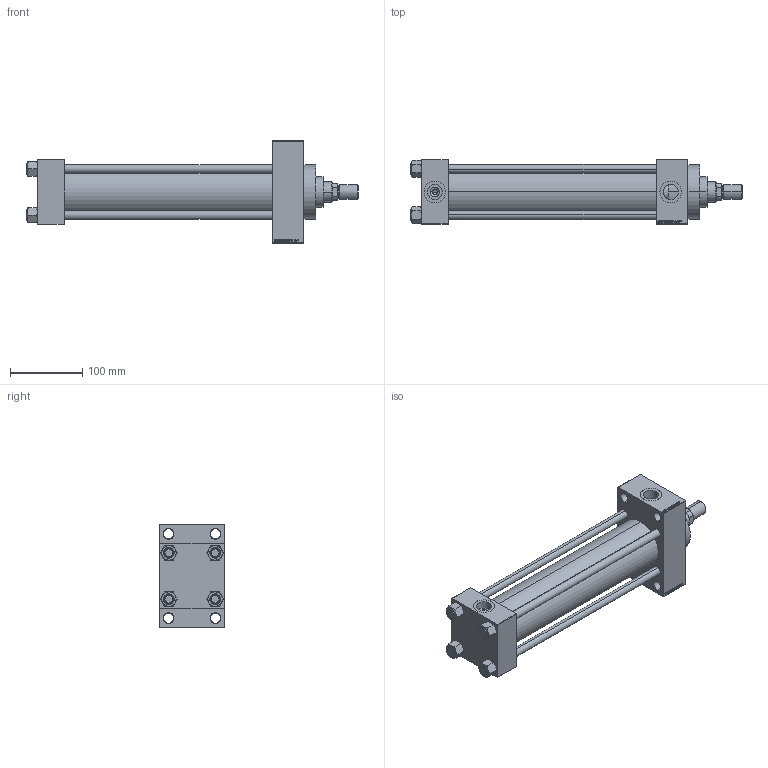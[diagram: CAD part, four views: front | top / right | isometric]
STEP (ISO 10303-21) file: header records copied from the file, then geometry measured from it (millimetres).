
FILE_DESCRIPTION (( 'STEP AP203' ), '1' );
FILE_NAME ('d101.STEP', '2022-04-15T15:13:17', ( '' ), ( '' ), 'SwSTEP 2.0', 'SolidWorks 2019', '' );
FILE_SCHEMA (( 'CONFIG_CONTROL_DESIGN' ));
Length unit declared in the file: millimetre
Products named in the file (7): V215_VC_A c7d68bb9391daf1494c8e82dec3a9a1b; V215CR_D_Body c7d68bb9391daf1494c8e82dec3a9a1b; V215CR_D_TYCINKA c7d68bb9391daf1494c8e82dec3a9a1b; d101; ROD_END_AH c7d68bb9391daf1494c8e82dec3a9a1b; V215CR_VCP_D c7d68bb9391daf1494c8e82dec3a9a1b; NUT_M5_D c7d68bb9391daf1494c8e82dec3a9a1b
Assembly tree (12 placements, depth 2):
  d101
    V215CR_D_Body c7d68bb9391daf1494c8e82dec3a9a1b
    V215CR_VCP_D c7d68bb9391daf1494c8e82dec3a9a1b
    NUT_M5_D c7d68bb9391daf1494c8e82dec3a9a1b  x4
    V215CR_D_TYCINKA c7d68bb9391daf1494c8e82dec3a9a1b  x4
    V215_VC_A c7d68bb9391daf1494c8e82dec3a9a1b
    ROD_END_AH c7d68bb9391daf1494c8e82dec3a9a1b
Bounding box: 461 x 90 x 142 mm (x, y, z)
Volume: 1493482.3 mm3; surface area: 352956.7 mm2
Topology: 12 solids, 12 shells, 1125 faces, 2793 edges, 1807 vertices
Faces by surface type: plane 503, bspline 368, cone 148, cylinder 96, torus 10
Entity records: 47890 total; most frequent: CARTESIAN_POINT 25171, ORIENTED_EDGE 5078, DIRECTION 3307, EDGE_CURVE 2539, VERTEX_POINT 1663, LINE 1517, VECTOR 1517, EDGE_LOOP 1140
